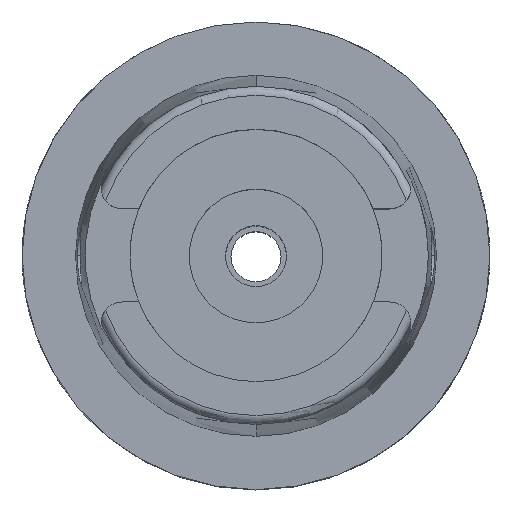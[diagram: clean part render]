
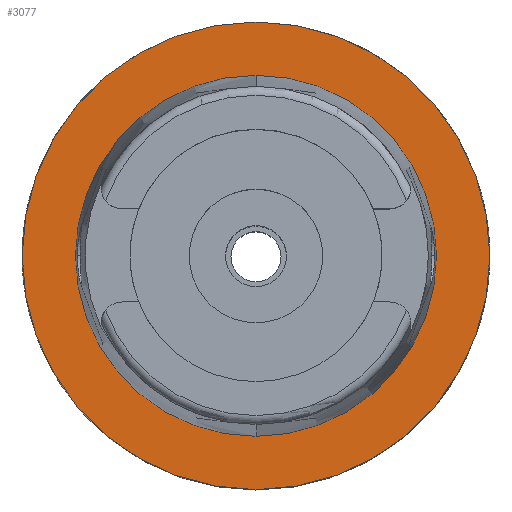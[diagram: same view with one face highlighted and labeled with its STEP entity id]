
A CAD part, top view. The second image highlights one B-rep face of the part: STEP entity #3077.
In plain terms, the highlighted planar face has unit normal (0, 0, 1).
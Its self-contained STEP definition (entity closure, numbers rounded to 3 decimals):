
#614=CARTESIAN_POINT('',(0.,0.,0.));
#615=DIRECTION('',(0.,0.,-1.));
#616=DIRECTION('',(0.,-1.,0.));
#617=AXIS2_PLACEMENT_3D('',#614,#615,#616);
#622=CARTESIAN_POINT('',(0.,0.,0.));
#623=DIRECTION('',(0.,0.,-1.));
#624=DIRECTION('',(0.,1.,0.));
#625=AXIS2_PLACEMENT_3D('',#622,#623,#624);
#630=CARTESIAN_POINT('',(0.,0.,0.));
#631=DIRECTION('',(0.,0.,1.));
#632=DIRECTION('',(0.,-1.,0.));
#633=AXIS2_PLACEMENT_3D('',#630,#631,#632);
#638=CARTESIAN_POINT('',(0.,0.,0.));
#639=DIRECTION('',(0.,0.,1.));
#640=DIRECTION('',(0.,1.,0.));
#641=AXIS2_PLACEMENT_3D('',#638,#639,#640);
#2405=CARTESIAN_POINT('',(0.,-24.315,0.));
#2406=VERTEX_POINT('',#2405);
#2407=CARTESIAN_POINT('',(0.,24.315,0.));
#2408=VERTEX_POINT('',#2407);
#2693=CARTESIAN_POINT('',(0.,31.5,0.));
#2694=VERTEX_POINT('',#2693);
#2695=CARTESIAN_POINT('',(0.,-31.5,0.));
#2696=VERTEX_POINT('',#2695);
#3062=CARTESIAN_POINT('',(0.,0.,0.));
#3063=DIRECTION('',(0.,0.,1.));
#3064=DIRECTION('',(0.,1.,0.));
#3065=AXIS2_PLACEMENT_3D('',#3062,#3063,#3064);
#3066=PLANE('',#3065);
#3068=ORIENTED_EDGE('',*,*,#3067,.T.);
#3070=ORIENTED_EDGE('',*,*,#3069,.T.);
#3071=EDGE_LOOP('',(#3068,#3070));
#3072=FACE_OUTER_BOUND('',#3071,.F.);
#3073=ORIENTED_EDGE('',*,*,#3020,.T.);
#3074=ORIENTED_EDGE('',*,*,#2813,.T.);
#3075=EDGE_LOOP('',(#3073,#3074));
#3076=FACE_BOUND('',#3075,.F.);
#618=CIRCLE('',#617,31.5);
#626=CIRCLE('',#625,31.5);
#634=CIRCLE('',#633,24.315);
#642=CIRCLE('',#641,24.315);
#2813=EDGE_CURVE('',#2408,#2406,#642,.T.);
#3020=EDGE_CURVE('',#2406,#2408,#634,.T.);
#3067=EDGE_CURVE('',#2696,#2694,#618,.T.);
#3069=EDGE_CURVE('',#2694,#2696,#626,.T.);
#3077=ADVANCED_FACE('',(#3072,#3076),#3066,.T.);
